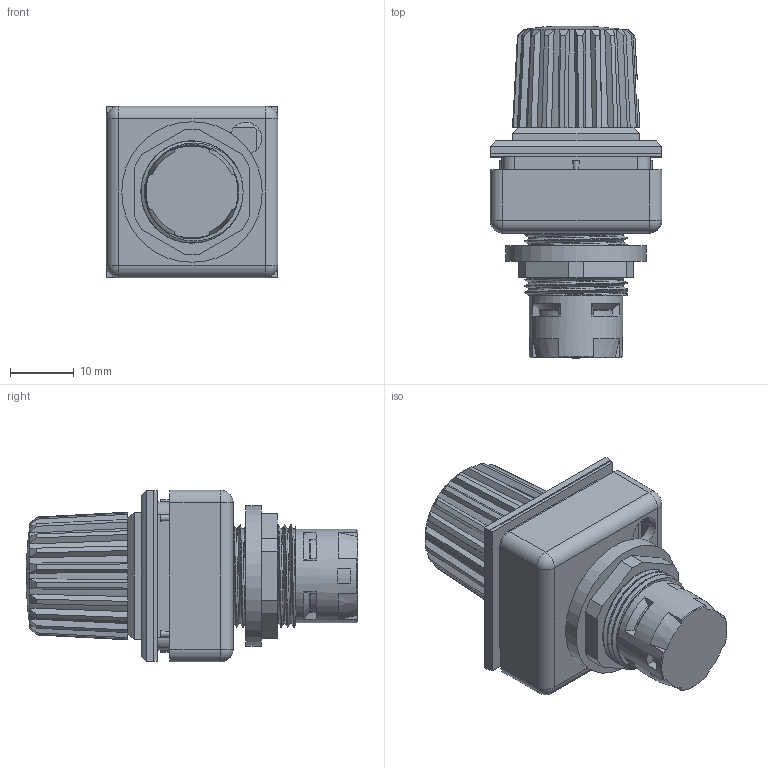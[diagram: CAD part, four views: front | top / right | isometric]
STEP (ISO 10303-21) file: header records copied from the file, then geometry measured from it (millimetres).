
FILE_DESCRIPTION(/* description */ (''),/* implementation_level */ '2;1');
FILE_NAME(/* name */ 'QXJR.stp',/* time_stamp */ '2020-09-01T15:57:33+02:00',/* author */ ('thagel'),/* organization */ (''),/* preprocessor_version */ 'ST-DEVELOPER v17.2',/* originating_system */ 'Autodesk Inventor 2019',/* authorisation */ '');
FILE_SCHEMA (('AUTOMOTIVE_DESIGN { 1 0 10303 214 3 1 1 }'));
Length unit declared in the file: millimetre
Products named in the file (1): QXJR
Bounding box: 26.9 x 51.97 x 26.9 mm (x, y, z)
Volume: 16470.2 mm3; surface area: 12421.3 mm2
Topology: 2 solids, 9 shells, 579 faces, 1509 edges, 945 vertices
Faces by surface type: plane 318, cylinder 132, cone 65, bspline 31, sphere 22, torus 11
Full cylindrical faces by diameter (mm): 3 x1, 3.3 x1, 5 x1, 6 x1, 12.1 x2, 14.65 x1, 14.796 x2, 16 x8, 16.25 x1, 16.5 x1, 17 x1, 19.5 x1, 22 x1
Entity records: 21897 total; most frequent: CARTESIAN_POINT 8172, ORIENTED_EDGE 2978, DIRECTION 2759, EDGE_CURVE 1489, AXIS2_PLACEMENT_3D 980, VERTEX_POINT 945, LINE 799, VECTOR 799
